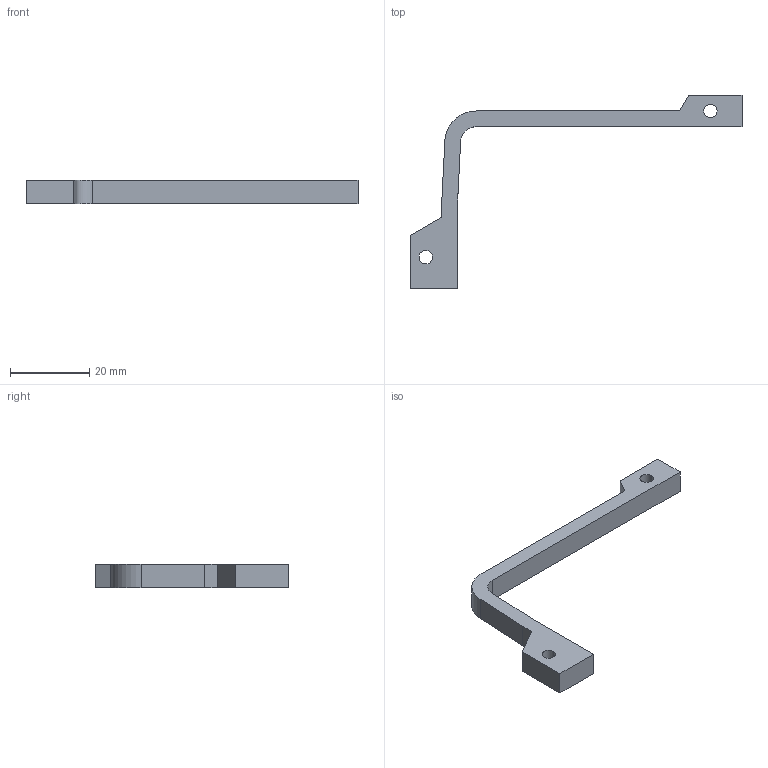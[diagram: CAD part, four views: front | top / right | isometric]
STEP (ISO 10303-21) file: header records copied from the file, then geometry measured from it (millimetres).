
FILE_DESCRIPTION (( 'STEP AP214' ), '1' );
FILE_NAME ('PSU_mount_back_newpsu.STEP', '2018-10-19T20:53:50', ( '' ), ( '' ), 'SwSTEP 2.0', 'SolidWorks 2017', '' );
FILE_SCHEMA (( 'AUTOMOTIVE_DESIGN' ));
Length unit declared in the file: millimetre
Products named in the file (1): PSU_mount_back_newpsu
Bounding box: 84 x 49 x 6 mm (x, y, z)
Volume: 3625.2 mm3; surface area: 2946.3 mm2
Topology: 1 solids, 1 shells, 34 faces, 90 edges, 60 vertices
Faces by surface type: plane 28, cylinder 6
Entity records: 1088 total; most frequent: CARTESIAN_POINT 185, ORIENTED_EDGE 180, DIRECTION 172, EDGE_CURVE 90, LINE 78, VECTOR 78, VERTEX_POINT 60, AXIS2_PLACEMENT_3D 47
